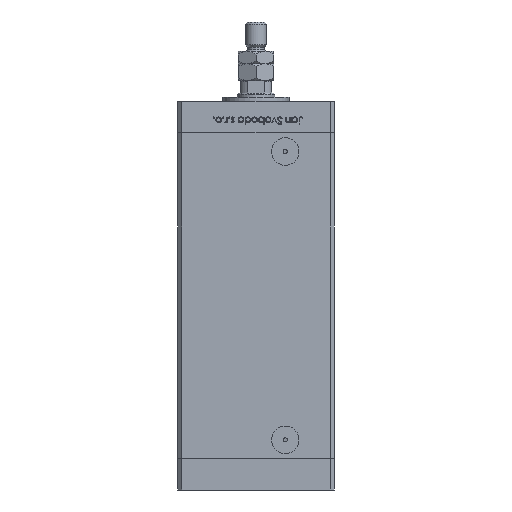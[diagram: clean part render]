
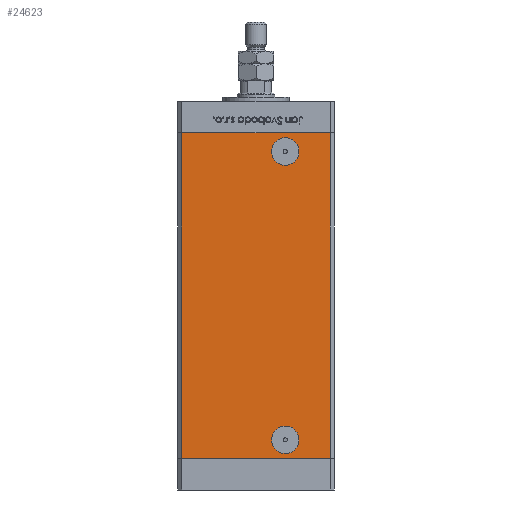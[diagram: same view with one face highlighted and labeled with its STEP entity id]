
A CAD part, front view. The second image highlights one B-rep face of the part: STEP entity #24623.
In plain terms, the highlighted planar face has unit normal (0, -1, 0).
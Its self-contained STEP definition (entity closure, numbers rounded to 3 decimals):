
#1510 = ORIENTED_EDGE ( 'NONE', *, *, #1729, .T. ) ;
#1599 = CARTESIAN_POINT ( 'NONE',  ( 14., -32.5, 140.42 ) ) ;
#1729 = EDGE_CURVE ( 'NONE', #53725, #41376, #13788, .T. ) ;
#2037 = EDGE_CURVE ( 'NONE', #16664, #44804, #14907, .T. ) ;
#2448 = DIRECTION ( 'NONE',  ( 1., 0., 0. ) ) ;
#2516 = CARTESIAN_POINT ( 'NONE',  ( 14., -32.5, 9. ) ) ;
#4055 = CARTESIAN_POINT ( 'NONE',  ( 14., -32.5, 147. ) ) ;
#4564 = DIRECTION ( 'NONE',  ( 0., -1., 0. ) ) ;
#5236 = EDGE_LOOP ( 'NONE', ( #14150, #53122, #50766, #28044 ) ) ;
#7395 = FACE_BOUND ( 'NONE', #35644, .T. ) ;
#8204 = DIRECTION ( 'NONE',  ( 0., 0., 1. ) ) ;
#9405 = CARTESIAN_POINT ( 'NONE',  ( 14., -32.5, 2.42 ) ) ;
#10301 = VECTOR ( 'NONE', #51677, 1000. ) ;
#11352 = CARTESIAN_POINT ( 'NONE',  ( 35.5, -32.5, 156. ) ) ;
#11443 = VERTEX_POINT ( 'NONE', #33886 ) ;
#12280 = CARTESIAN_POINT ( 'NONE',  ( -35.5, -32.5, 156. ) ) ;
#13788 = CIRCLE ( 'NONE', #51980, 6.58 ) ;
#14150 = ORIENTED_EDGE ( 'NONE', *, *, #33343, .T. ) ;
#14907 = LINE ( 'NONE', #27678, #49432 ) ;
#14947 = VERTEX_POINT ( 'NONE', #40804 ) ;
#15100 = ORIENTED_EDGE ( 'NONE', *, *, #44855, .F. ) ;
#16664 = VERTEX_POINT ( 'NONE', #48062 ) ;
#16863 = CIRCLE ( 'NONE', #53305, 6.58 ) ;
#19063 = CARTESIAN_POINT ( 'NONE',  ( -35.5, -32.5, 0. ) ) ;
#19911 = PLANE ( 'NONE',  #35920 ) ;
#20131 = CARTESIAN_POINT ( 'NONE',  ( 35.5, -32.5, 156. ) ) ;
#21053 = AXIS2_PLACEMENT_3D ( 'NONE', #41822, #4564, #33408 ) ;
#21723 = EDGE_CURVE ( 'NONE', #36996, #14947, #35105, .T. ) ;
#22457 = VECTOR ( 'NONE', #27932, 1000. ) ;
#23214 = DIRECTION ( 'NONE',  ( 0., 0., -1. ) ) ;
#24623 = ADVANCED_FACE ( 'NONE', ( #24793, #48970, #7395 ), #19911, .F. ) ;
#24743 = DIRECTION ( 'NONE',  ( 0., 0., -1. ) ) ;
#24793 = FACE_BOUND ( 'NONE', #41302, .T. ) ;
#27280 = DIRECTION ( 'NONE',  ( 0., -1., 0. ) ) ;
#27678 = CARTESIAN_POINT ( 'NONE',  ( -35.5, -32.5, 156. ) ) ;
#27698 = VERTEX_POINT ( 'NONE', #20131 ) ;
#27932 = DIRECTION ( 'NONE',  ( 0., 0., -1. ) ) ;
#28044 = ORIENTED_EDGE ( 'NONE', *, *, #2037, .T. ) ;
#31760 = DIRECTION ( 'NONE',  ( 0., 0., -1. ) ) ;
#33343 = EDGE_CURVE ( 'NONE', #44804, #11443, #51915, .T. ) ;
#33408 = DIRECTION ( 'NONE',  ( 0., 0., -1. ) ) ;
#33886 = CARTESIAN_POINT ( 'NONE',  ( 35.5, -32.5, 0. ) ) ;
#35105 = CIRCLE ( 'NONE', #39453, 6.58 ) ;
#35353 = CARTESIAN_POINT ( 'NONE',  ( 14., -32.5, 153.58 ) ) ;
#35644 = EDGE_LOOP ( 'NONE', ( #52647, #1510 ) ) ;
#35920 = AXIS2_PLACEMENT_3D ( 'NONE', #12280, #48697, #8204 ) ;
#36474 = CARTESIAN_POINT ( 'NONE',  ( 14., -32.5, 147. ) ) ;
#36832 = EDGE_CURVE ( 'NONE', #27698, #11443, #44514, .T. ) ;
#36996 = VERTEX_POINT ( 'NONE', #9405 ) ;
#37526 = CIRCLE ( 'NONE', #21053, 6.58 ) ;
#37990 = EDGE_CURVE ( 'NONE', #16664, #27698, #48148, .T. ) ;
#39453 = AXIS2_PLACEMENT_3D ( 'NONE', #2516, #27280, #23214 ) ;
#40017 = DIRECTION ( 'NONE',  ( 0., 1., 0. ) ) ;
#40804 = CARTESIAN_POINT ( 'NONE',  ( 14., -32.5, 15.58 ) ) ;
#41302 = EDGE_LOOP ( 'NONE', ( #41517, #15100 ) ) ;
#41376 = VERTEX_POINT ( 'NONE', #1599 ) ;
#41517 = ORIENTED_EDGE ( 'NONE', *, *, #21723, .F. ) ;
#41822 = CARTESIAN_POINT ( 'NONE',  ( 14., -32.5, 9. ) ) ;
#42088 = CARTESIAN_POINT ( 'NONE',  ( -35.5, -32.5, 0. ) ) ;
#44514 = LINE ( 'NONE', #11352, #22457 ) ;
#44804 = VERTEX_POINT ( 'NONE', #42088 ) ;
#44855 = EDGE_CURVE ( 'NONE', #14947, #36996, #37526, .T. ) ;
#45903 = DIRECTION ( 'NONE',  ( 0., 1., 0. ) ) ;
#47878 = CARTESIAN_POINT ( 'NONE',  ( -35.5, -32.5, 156. ) ) ;
#48062 = CARTESIAN_POINT ( 'NONE',  ( -35.5, -32.5, 156. ) ) ;
#48148 = LINE ( 'NONE', #47878, #10301 ) ;
#48697 = DIRECTION ( 'NONE',  ( 0., 1., 0. ) ) ;
#48970 = FACE_OUTER_BOUND ( 'NONE', #5236, .T. ) ;
#49432 = VECTOR ( 'NONE', #31760, 1000. ) ;
#49804 = EDGE_CURVE ( 'NONE', #41376, #53725, #16863, .T. ) ;
#50766 = ORIENTED_EDGE ( 'NONE', *, *, #37990, .F. ) ;
#51677 = DIRECTION ( 'NONE',  ( 1., 0., 0. ) ) ;
#51915 = LINE ( 'NONE', #19063, #52686 ) ;
#51980 = AXIS2_PLACEMENT_3D ( 'NONE', #4055, #45903, #24743 ) ;
#52647 = ORIENTED_EDGE ( 'NONE', *, *, #49804, .T. ) ;
#52686 = VECTOR ( 'NONE', #2448, 1000. ) ;
#53028 = DIRECTION ( 'NONE',  ( 0., 0., -1. ) ) ;
#53122 = ORIENTED_EDGE ( 'NONE', *, *, #36832, .F. ) ;
#53305 = AXIS2_PLACEMENT_3D ( 'NONE', #36474, #40017, #53028 ) ;
#53725 = VERTEX_POINT ( 'NONE', #35353 ) ;
